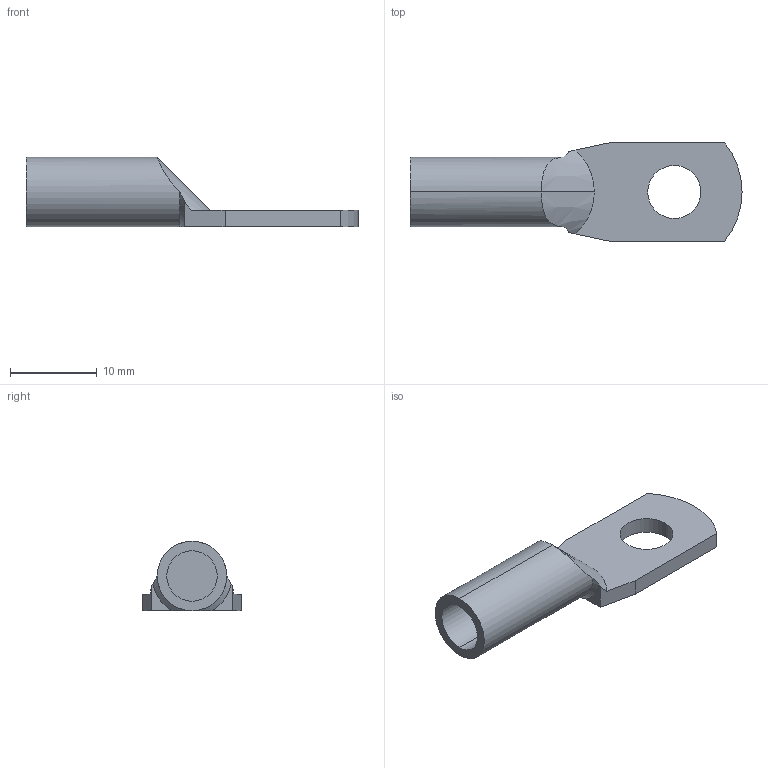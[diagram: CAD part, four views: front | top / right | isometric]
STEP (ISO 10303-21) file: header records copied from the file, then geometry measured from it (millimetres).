
FILE_DESCRIPTION (( 'STEP AP203' ), '1' );
FILE_NAME ('jg-10-6-5 Íàêîíå÷íèê JG-10-6-5 (ÒÌË).STEP', '2017-02-08T11:05:06', ( 'kuryshev' ), ( '' ), 'SwSTEP 2.0', 'SolidWorks 2010', '' );
FILE_SCHEMA (( 'CONFIG_CONTROL_DESIGN' ));
Length unit declared in the file: millimetre
Products named in the file (1): jg-10-6-5 Íàêîíå÷íèê JG-10-6-5 (ÒÌË)
Bounding box: 38.2 x 11.3 x 8 mm (x, y, z)
Volume: 869.7 mm3; surface area: 1301.8 mm2
Topology: 1 solids, 1 shells, 21 faces, 51 edges, 33 vertices
Faces by surface type: plane 10, cylinder 7, bspline 2, cone 2
Entity records: 770 total; most frequent: CARTESIAN_POINT 204, ORIENTED_EDGE 102, DIRECTION 99, EDGE_CURVE 51, AXIS2_PLACEMENT_3D 38, VERTEX_POINT 33, EDGE_LOOP 24, LINE 23
